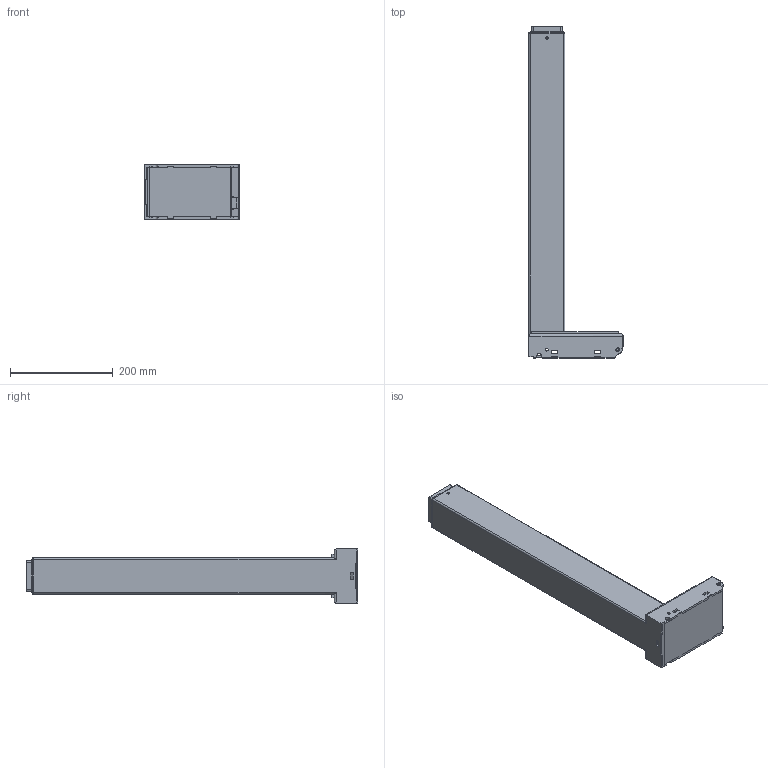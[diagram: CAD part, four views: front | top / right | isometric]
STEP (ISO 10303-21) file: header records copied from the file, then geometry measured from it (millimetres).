
FILE_DESCRIPTION (( 'STEP AP214' ), '1' );
FILE_NAME ('ｲ｣ｫ~､Tｺ釞ﾒｫｬｹﾏ-TL28｡]ｼﾐｷﾇ｡^-A.STEP', '2018-05-31T06:15:08', ( '' ), ( '' ), 'SwSTEP 2.0', 'SolidWorks 2015', '' );
FILE_SCHEMA (( 'AUTOMOTIVE_DESIGN' ));
Length unit declared in the file: millimetre
Products named in the file (1): 產品三維模型圖-TL28（標準）-A
Bounding box: 183 x 645 x 107 mm (x, y, z)
Volume: 3209991.4 mm3; surface area: 304018.2 mm2
Topology: 2 solids, 4 shells, 448 faces, 1193 edges, 756 vertices
Faces by surface type: plane 306, cylinder 109, cone 19, sphere 6, torus 4, bspline 4
Entity records: 15044 total; most frequent: CARTESIAN_POINT 2654, ORIENTED_EDGE 2378, DIRECTION 2266, EDGE_CURVE 1189, LINE 934, VECTOR 934, VERTEX_POINT 756, AXIS2_PLACEMENT_3D 666
